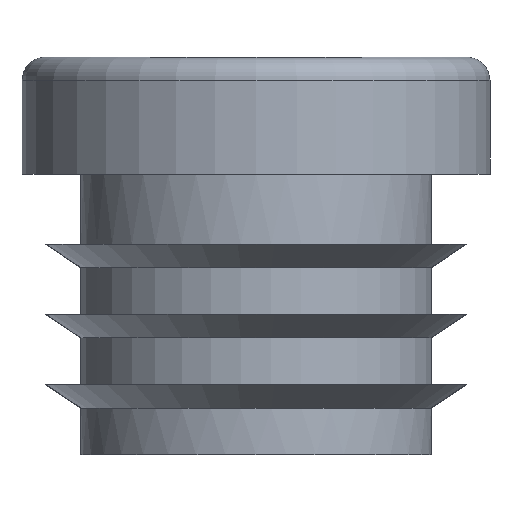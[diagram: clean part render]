
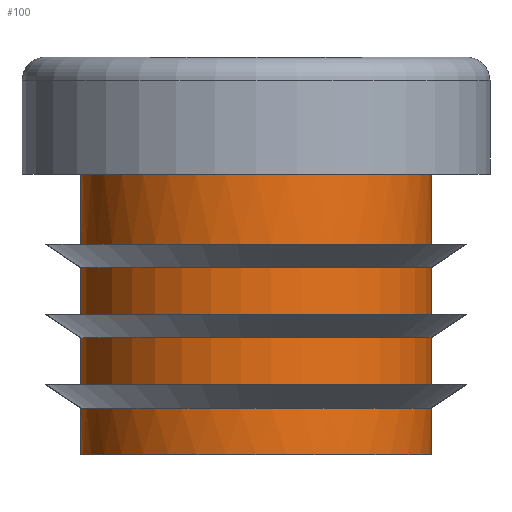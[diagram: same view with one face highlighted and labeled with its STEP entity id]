
A CAD part, left-side view. The second image highlights one B-rep face of the part: STEP entity #100.
In plain terms, the highlighted cylindrical face has radius 7.5 mm (diameter 15 mm), a partial arc.
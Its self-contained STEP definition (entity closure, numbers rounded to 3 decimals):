
#100 = ADVANCED_FACE( '', ( #260, #261, #262, #263 ), #264, .T. );
#260 = FACE_BOUND( '', #485, .T. );
#261 = FACE_OUTER_BOUND( '', #486, .T. );
#262 = FACE_BOUND( '', #487, .T. );
#263 = FACE_BOUND( '', #488, .T. );
#264 = CYLINDRICAL_SURFACE( '', #489, 7.5 );
#485 = EDGE_LOOP( '', ( #732, #733, #734, #735 ) );
#486 = EDGE_LOOP( '', ( #736, #737, #738, #739 ) );
#487 = EDGE_LOOP( '', ( #740, #741, #742, #743 ) );
#488 = EDGE_LOOP( '', ( #744, #745, #746, #747 ) );
#489 = AXIS2_PLACEMENT_3D( '', #748, #749, #750 );
#732 = ORIENTED_EDGE( '', *, *, #1295, .T. );
#733 = ORIENTED_EDGE( '', *, *, #1296, .T. );
#734 = ORIENTED_EDGE( '', *, *, #1297, .F. );
#735 = ORIENTED_EDGE( '', *, *, #1298, .F. );
#736 = ORIENTED_EDGE( '', *, *, #1299, .T. );
#737 = ORIENTED_EDGE( '', *, *, #1277, .F. );
#738 = ORIENTED_EDGE( '', *, *, #1300, .F. );
#739 = ORIENTED_EDGE( '', *, *, #1301, .T. );
#740 = ORIENTED_EDGE( '', *, *, #1302, .T. );
#741 = ORIENTED_EDGE( '', *, *, #1303, .T. );
#742 = ORIENTED_EDGE( '', *, *, #1304, .F. );
#743 = ORIENTED_EDGE( '', *, *, #1305, .F. );
#744 = ORIENTED_EDGE( '', *, *, #1306, .T. );
#745 = ORIENTED_EDGE( '', *, *, #1307, .T. );
#746 = ORIENTED_EDGE( '', *, *, #1308, .F. );
#747 = ORIENTED_EDGE( '', *, *, #1309, .F. );
#748 = CARTESIAN_POINT( '', ( -15., 0., 12. ) );
#749 = DIRECTION( '', ( 0., 0., 1. ) );
#750 = DIRECTION( '', ( -1., 0., 0. ) );
#1277 = EDGE_CURVE( '', #1507, #1502, #1509, .T. );
#1295 = EDGE_CURVE( '', #1540, #1541, #1542, .T. );
#1296 = EDGE_CURVE( '', #1541, #1543, #1544, .T. );
#1297 = EDGE_CURVE( '', #1545, #1543, #1546, .T. );
#1298 = EDGE_CURVE( '', #1540, #1545, #1547, .T. );
#1299 = EDGE_CURVE( '', #1548, #1502, #1549, .T. );
#1300 = EDGE_CURVE( '', #1550, #1507, #1551, .T. );
#1301 = EDGE_CURVE( '', #1550, #1548, #1552, .T. );
#1302 = EDGE_CURVE( '', #1553, #1554, #1555, .T. );
#1303 = EDGE_CURVE( '', #1554, #1556, #1557, .T. );
#1304 = EDGE_CURVE( '', #1558, #1556, #1559, .T. );
#1305 = EDGE_CURVE( '', #1553, #1558, #1560, .T. );
#1306 = EDGE_CURVE( '', #1561, #1562, #1563, .T. );
#1307 = EDGE_CURVE( '', #1562, #1564, #1565, .T. );
#1308 = EDGE_CURVE( '', #1566, #1564, #1567, .T. );
#1309 = EDGE_CURVE( '', #1561, #1566, #1568, .T. );
#1502 = VERTEX_POINT( '', #1830 );
#1507 = VERTEX_POINT( '', #1837 );
#1509 = LINE( '', #1840, #1841 );
#1540 = VERTEX_POINT( '', #1886 );
#1541 = VERTEX_POINT( '', #1887 );
#1542 = LINE( '', #1888, #1889 );
#1543 = VERTEX_POINT( '', #1890 );
#1544 = CIRCLE( '', #1891, 7.5 );
#1545 = VERTEX_POINT( '', #1892 );
#1546 = LINE( '', #1893, #1894 );
#1547 = CIRCLE( '', #1895, 7.5 );
#1548 = VERTEX_POINT( '', #1896 );
#1549 = CIRCLE( '', #1897, 7.5 );
#1550 = VERTEX_POINT( '', #1898 );
#1551 = CIRCLE( '', #1899, 7.5 );
#1552 = LINE( '', #1900, #1901 );
#1553 = VERTEX_POINT( '', #1902 );
#1554 = VERTEX_POINT( '', #1903 );
#1555 = LINE( '', #1904, #1905 );
#1556 = VERTEX_POINT( '', #1906 );
#1557 = CIRCLE( '', #1907, 7.5 );
#1558 = VERTEX_POINT( '', #1908 );
#1559 = LINE( '', #1909, #1910 );
#1560 = CIRCLE( '', #1911, 7.5 );
#1561 = VERTEX_POINT( '', #1912 );
#1562 = VERTEX_POINT( '', #1913 );
#1563 = LINE( '', #1914, #1915 );
#1564 = VERTEX_POINT( '', #1916 );
#1565 = CIRCLE( '', #1917, 7.5 );
#1566 = VERTEX_POINT( '', #1918 );
#1567 = LINE( '', #1919, #1920 );
#1568 = CIRCLE( '', #1921, 7.5 );
#1830 = CARTESIAN_POINT( '', ( -15., -7.5, 0. ) );
#1837 = CARTESIAN_POINT( '', ( -15., -7.5, 12. ) );
#1840 = CARTESIAN_POINT( '', ( -15., -7.5, 12. ) );
#1841 = VECTOR( '', #2251, 1000. );
#1886 = CARTESIAN_POINT( '', ( -15.654, -7.471, 6. ) );
#1887 = CARTESIAN_POINT( '', ( -15.654, -7.471, 5. ) );
#1888 = CARTESIAN_POINT( '', ( -15.654, -7.471, 6. ) );
#1889 = VECTOR( '', #2266, 1000. );
#1890 = CARTESIAN_POINT( '', ( -15.654, 7.471, 5. ) );
#1891 = AXIS2_PLACEMENT_3D( '', #2267, #2268, #2269 );
#1892 = CARTESIAN_POINT( '', ( -15.654, 7.471, 6. ) );
#1893 = CARTESIAN_POINT( '', ( -15.654, 7.471, 6. ) );
#1894 = VECTOR( '', #2270, 1000. );
#1895 = AXIS2_PLACEMENT_3D( '', #2271, #2272, #2273 );
#1896 = CARTESIAN_POINT( '', ( -15., 7.5, 0. ) );
#1897 = AXIS2_PLACEMENT_3D( '', #2274, #2275, #2276 );
#1898 = CARTESIAN_POINT( '', ( -15., 7.5, 12. ) );
#1899 = AXIS2_PLACEMENT_3D( '', #2277, #2278, #2279 );
#1900 = CARTESIAN_POINT( '', ( -15., 7.5, 12. ) );
#1901 = VECTOR( '', #2280, 1000. );
#1902 = CARTESIAN_POINT( '', ( -15.654, -7.471, 9. ) );
#1903 = CARTESIAN_POINT( '', ( -15.654, -7.471, 8. ) );
#1904 = CARTESIAN_POINT( '', ( -15.654, -7.471, 9. ) );
#1905 = VECTOR( '', #2281, 1000. );
#1906 = CARTESIAN_POINT( '', ( -15.654, 7.471, 8. ) );
#1907 = AXIS2_PLACEMENT_3D( '', #2282, #2283, #2284 );
#1908 = CARTESIAN_POINT( '', ( -15.654, 7.471, 9. ) );
#1909 = CARTESIAN_POINT( '', ( -15.654, 7.471, 9. ) );
#1910 = VECTOR( '', #2285, 1000. );
#1911 = AXIS2_PLACEMENT_3D( '', #2286, #2287, #2288 );
#1912 = CARTESIAN_POINT( '', ( -15.654, -7.471, 3. ) );
#1913 = CARTESIAN_POINT( '', ( -15.654, -7.471, 2. ) );
#1914 = CARTESIAN_POINT( '', ( -15.654, -7.471, 3. ) );
#1915 = VECTOR( '', #2289, 1000. );
#1916 = CARTESIAN_POINT( '', ( -15.654, 7.471, 2. ) );
#1917 = AXIS2_PLACEMENT_3D( '', #2290, #2291, #2292 );
#1918 = CARTESIAN_POINT( '', ( -15.654, 7.471, 3. ) );
#1919 = CARTESIAN_POINT( '', ( -15.654, 7.471, 3. ) );
#1920 = VECTOR( '', #2293, 1000. );
#1921 = AXIS2_PLACEMENT_3D( '', #2294, #2295, #2296 );
#2251 = DIRECTION( '', ( 0., 0., -1. ) );
#2266 = DIRECTION( '', ( 0., 0., -1. ) );
#2267 = CARTESIAN_POINT( '', ( -15., 0., 5. ) );
#2268 = DIRECTION( '', ( 0., 0., -1. ) );
#2269 = DIRECTION( '', ( -1., 0., 0. ) );
#2270 = DIRECTION( '', ( 0., 0., -1. ) );
#2271 = CARTESIAN_POINT( '', ( -15., 0., 6. ) );
#2272 = DIRECTION( '', ( 0., 0., -1. ) );
#2273 = DIRECTION( '', ( -1., 0., 0. ) );
#2274 = CARTESIAN_POINT( '', ( -15., 0., 0. ) );
#2275 = DIRECTION( '', ( 0., 0., 1. ) );
#2276 = DIRECTION( '', ( 1., 0., 0. ) );
#2277 = CARTESIAN_POINT( '', ( -15., 0., 12. ) );
#2278 = DIRECTION( '', ( 0., 0., 1. ) );
#2279 = DIRECTION( '', ( 1., 0., 0. ) );
#2280 = DIRECTION( '', ( 0., 0., -1. ) );
#2281 = DIRECTION( '', ( 0., 0., -1. ) );
#2282 = CARTESIAN_POINT( '', ( -15., 0., 8. ) );
#2283 = DIRECTION( '', ( 0., 0., -1. ) );
#2284 = DIRECTION( '', ( -1., 0., 0. ) );
#2285 = DIRECTION( '', ( 0., 0., -1. ) );
#2286 = CARTESIAN_POINT( '', ( -15., 0., 9. ) );
#2287 = DIRECTION( '', ( 0., 0., -1. ) );
#2288 = DIRECTION( '', ( -1., 0., 0. ) );
#2289 = DIRECTION( '', ( 0., 0., -1. ) );
#2290 = CARTESIAN_POINT( '', ( -15., 0., 2. ) );
#2291 = DIRECTION( '', ( 0., 0., -1. ) );
#2292 = DIRECTION( '', ( -1., 0., 0. ) );
#2293 = DIRECTION( '', ( 0., 0., -1. ) );
#2294 = CARTESIAN_POINT( '', ( -15., 0., 3. ) );
#2295 = DIRECTION( '', ( 0., 0., -1. ) );
#2296 = DIRECTION( '', ( -1., 0., 0. ) );
